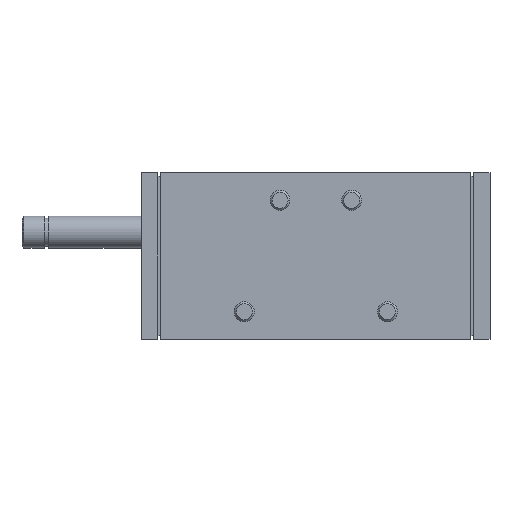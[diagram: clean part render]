
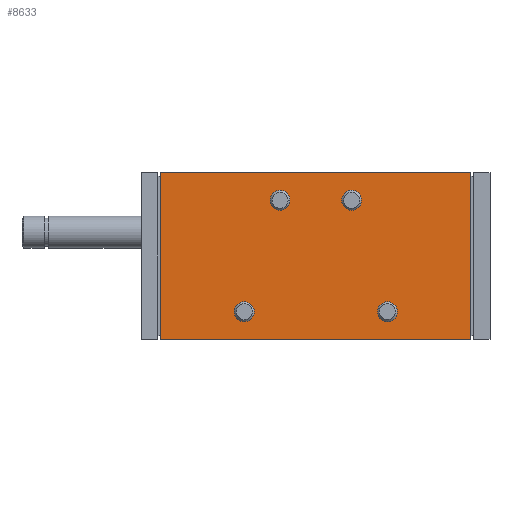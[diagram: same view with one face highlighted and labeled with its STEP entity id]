
A CAD part, front view. The second image highlights one B-rep face of the part: STEP entity #8633.
In plain terms, the highlighted planar face has unit normal (0, -1, 0).
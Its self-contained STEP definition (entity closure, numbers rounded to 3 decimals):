
#272=CIRCLE('',#9067,2.5);
#273=CIRCLE('',#9068,2.5);
#274=CIRCLE('',#9069,2.5);
#275=CIRCLE('',#9070,2.5);
#707=ORIENTED_EDGE('',*,*,#2502,.F.);
#708=ORIENTED_EDGE('',*,*,#2503,.F.);
#709=ORIENTED_EDGE('',*,*,#2504,.F.);
#710=ORIENTED_EDGE('',*,*,#2505,.F.);
#711=ORIENTED_EDGE('',*,*,#2500,.T.);
#712=ORIENTED_EDGE('',*,*,#2238,.T.);
#713=ORIENTED_EDGE('',*,*,#2473,.F.);
#714=ORIENTED_EDGE('',*,*,#2506,.F.);
#2238=EDGE_CURVE('',#3152,#3151,#3773,.T.);
#2473=EDGE_CURVE('',#3371,#3151,#3906,.T.);
#2500=EDGE_CURVE('',#3387,#3152,#3933,.T.);
#2502=EDGE_CURVE('',#3388,#3388,#272,.F.);
#2503=EDGE_CURVE('',#3389,#3389,#273,.F.);
#2504=EDGE_CURVE('',#3390,#3390,#274,.F.);
#2505=EDGE_CURVE('',#3391,#3391,#275,.F.);
#2506=EDGE_CURVE('',#3387,#3371,#3935,.T.);
#3151=VERTEX_POINT('',#11291);
#3152=VERTEX_POINT('',#11293);
#3371=VERTEX_POINT('',#11861);
#3387=VERTEX_POINT('',#11913);
#3388=VERTEX_POINT('',#11917);
#3389=VERTEX_POINT('',#11919);
#3390=VERTEX_POINT('',#11921);
#3391=VERTEX_POINT('',#11923);
#3773=LINE('',#11292,#4406);
#3906=LINE('',#11862,#4539);
#3933=LINE('',#11912,#4566);
#3935=LINE('',#11924,#4568);
#4406=VECTOR('',#9524,1000.);
#4539=VECTOR('',#9867,1000.);
#4566=VECTOR('',#9910,1000.);
#4568=VECTOR('',#9922,1000.);
#5092=EDGE_LOOP('',(#707));
#5093=EDGE_LOOP('',(#708));
#5094=EDGE_LOOP('',(#709));
#5095=EDGE_LOOP('',(#710));
#5096=EDGE_LOOP('',(#711,#712,#713,#714));
#5506=FACE_BOUND('',#5092,.T.);
#5507=FACE_BOUND('',#5093,.T.);
#5508=FACE_BOUND('',#5094,.T.);
#5509=FACE_BOUND('',#5095,.T.);
#5510=FACE_BOUND('',#5096,.T.);
#5894=PLANE('',#9066);
#8633=ADVANCED_FACE('',(#5506,#5507,#5508,#5509,#5510),#5894,.F.);
#9066=AXIS2_PLACEMENT_3D('',#11915,#9912,#9913);
#9067=AXIS2_PLACEMENT_3D('',#11916,#9914,#9915);
#9068=AXIS2_PLACEMENT_3D('',#11918,#9916,#9917);
#9069=AXIS2_PLACEMENT_3D('',#11920,#9918,#9919);
#9070=AXIS2_PLACEMENT_3D('',#11922,#9920,#9921);
#9524=DIRECTION('',(0.,0.,-1.));
#9867=DIRECTION('',(-1.,0.,0.));
#9910=DIRECTION('',(-1.,0.,0.));
#9912=DIRECTION('',(0.,1.,0.));
#9913=DIRECTION('',(0.,0.,1.));
#9914=DIRECTION('',(0.,1.,0.));
#9915=DIRECTION('',(0.,0.,1.));
#9916=DIRECTION('',(0.,1.,0.));
#9917=DIRECTION('',(0.,0.,1.));
#9918=DIRECTION('',(0.,1.,0.));
#9919=DIRECTION('',(0.,0.,1.));
#9920=DIRECTION('',(0.,1.,0.));
#9921=DIRECTION('',(0.,0.,1.));
#9922=DIRECTION('',(0.,0.,-1.));
#11291=CARTESIAN_POINT('',(-39.,0.,-21.));
#11292=CARTESIAN_POINT('',(-39.,0.,21.));
#11293=CARTESIAN_POINT('',(-39.,0.,21.));
#11861=CARTESIAN_POINT('',(39.,0.,-21.));
#11862=CARTESIAN_POINT('',(43.8,0.,-21.));
#11912=CARTESIAN_POINT('',(43.8,0.,21.));
#11913=CARTESIAN_POINT('',(39.,0.,21.));
#11915=CARTESIAN_POINT('',(43.8,0.,21.));
#11916=CARTESIAN_POINT('',(9.,0.,14.));
#11917=CARTESIAN_POINT('',(9.,0.,16.5));
#11918=CARTESIAN_POINT('',(-9.,0.,14.));
#11919=CARTESIAN_POINT('',(-9.,0.,16.5));
#11920=CARTESIAN_POINT('',(18.,0.,-14.));
#11921=CARTESIAN_POINT('',(18.,0.,-11.5));
#11922=CARTESIAN_POINT('',(-18.,0.,-14.));
#11923=CARTESIAN_POINT('',(-18.,0.,-11.5));
#11924=CARTESIAN_POINT('',(39.,0.,21.));
